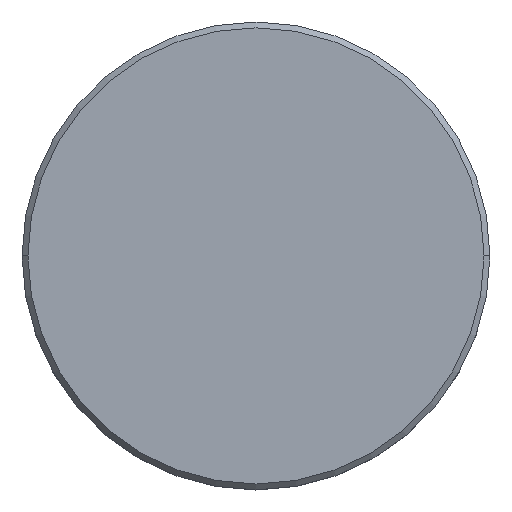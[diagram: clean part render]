
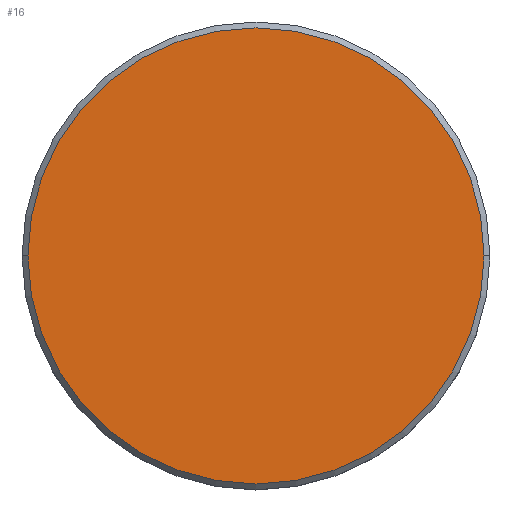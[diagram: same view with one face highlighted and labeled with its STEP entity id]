
A CAD part, top view. The second image highlights one B-rep face of the part: STEP entity #16.
In plain terms, the highlighted planar face has unit normal (0, 0, 1).
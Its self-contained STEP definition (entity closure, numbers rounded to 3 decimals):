
#15 = DIRECTION ( 'NONE',  ( 0., 0., 1. ) ) ;
#16 = ADVANCED_FACE ( 'NONE', ( #706 ), #246, .T. ) ;
#51 = VERTEX_POINT ( 'NONE', #374 ) ;
#60 = EDGE_CURVE ( 'NONE', #524, #51, #563, .T. ) ;
#235 = AXIS2_PLACEMENT_3D ( 'NONE', #919, #285, #911 ) ;
#246 = PLANE ( 'NONE',  #1025 ) ;
#285 = DIRECTION ( 'NONE',  ( 0., 0., 1. ) ) ;
#298 = CARTESIAN_POINT ( 'NONE',  ( 0., 0., 0. ) ) ;
#316 = ORIENTED_EDGE ( 'NONE', *, *, #60, .T. ) ;
#326 = DIRECTION ( 'NONE',  ( 0., 0., 1. ) ) ;
#374 = CARTESIAN_POINT ( 'NONE',  ( 19.5, 0., 0. ) ) ;
#524 = VERTEX_POINT ( 'NONE', #951 ) ;
#562 = DIRECTION ( 'NONE',  ( 1., 0., 0. ) ) ;
#563 = CIRCLE ( 'NONE', #235, 19.5 ) ;
#610 = AXIS2_PLACEMENT_3D ( 'NONE', #298, #15, #562 ) ;
#706 = FACE_OUTER_BOUND ( 'NONE', #783, .T. ) ;
#716 = ORIENTED_EDGE ( 'NONE', *, *, #981, .T. ) ;
#783 = EDGE_LOOP ( 'NONE', ( #316, #716 ) ) ;
#911 = DIRECTION ( 'NONE',  ( 1., 0., 0. ) ) ;
#919 = CARTESIAN_POINT ( 'NONE',  ( 0., 0., 0. ) ) ;
#951 = CARTESIAN_POINT ( 'NONE',  ( -19.5, 0., 0. ) ) ;
#981 = EDGE_CURVE ( 'NONE', #51, #524, #1011, .T. ) ;
#985 = DIRECTION ( 'NONE',  ( 1., 0., 0. ) ) ;
#1011 = CIRCLE ( 'NONE', #610, 19.5 ) ;
#1025 = AXIS2_PLACEMENT_3D ( 'NONE', #1146, #326, #985 ) ;
#1146 = CARTESIAN_POINT ( 'NONE',  ( 0., 0., 0. ) ) ;
